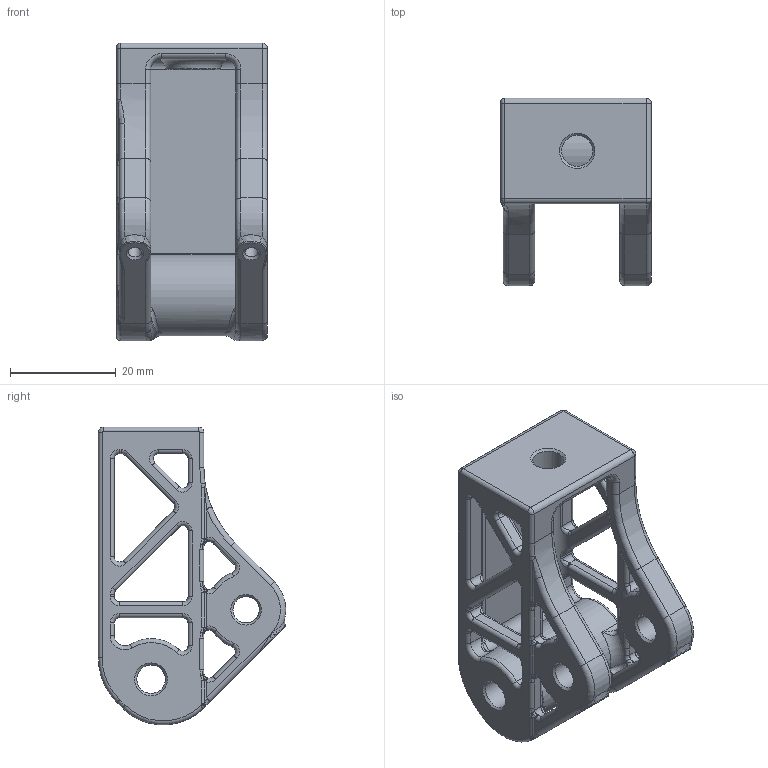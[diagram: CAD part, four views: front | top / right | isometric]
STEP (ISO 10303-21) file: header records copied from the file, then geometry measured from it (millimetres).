
FILE_DESCRIPTION(/* description */ (''),/* implementation_level */ '2;1');
FILE_NAME(/* name */ 'MP_DooKi3_SLM_Z_Idler_Rear.step',/* time_stamp */ '2024-07-23T22:27:47-04:00',/* author */ (''),/* organization */ (''),/* preprocessor_version */ 'ST-DEVELOPER v20',/* originating_system */ 'Autodesk Translation Framework v13.14.0.145',/* authorisation */ '');
FILE_SCHEMA (('AUTOMOTIVE_DESIGN { 1 0 10303 214 3 1 1 }'));
Length unit declared in the file: millimetre
Products named in the file (1): DooKi3_SLM_Z_Idler_Rear
Bounding box: 28.55 x 35.5 x 56.4 mm (x, y, z)
Volume: 13859.2 mm3; surface area: 10502.8 mm2
Topology: 1 solids, 1 shells, 501 faces, 1226 edges, 678 vertices
Faces by surface type: cylinder 178, bspline 127, torus 127, plane 57, cone 10, sphere 2
Full cylindrical faces by diameter (mm): 2.5 x2, 5 x2, 5.4 x1, 5.9 x1, 10.4 x1
Entity records: 23148 total; most frequent: CARTESIAN_POINT 11965, ORIENTED_EDGE 2380, DIRECTION 2310, EDGE_CURVE 1190, AXIS2_PLACEMENT_3D 981, VERTEX_POINT 678, CIRCLE 592, EDGE_LOOP 524
